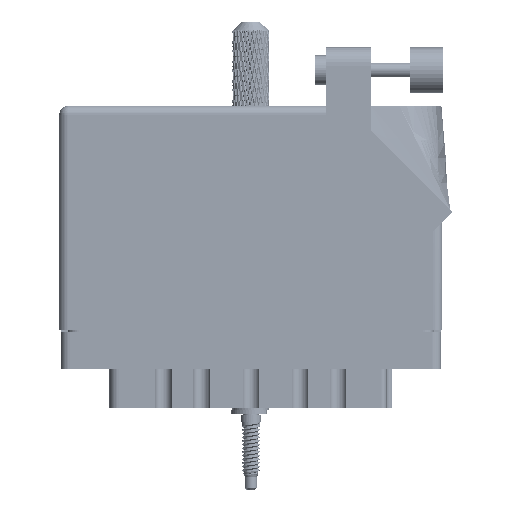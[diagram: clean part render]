
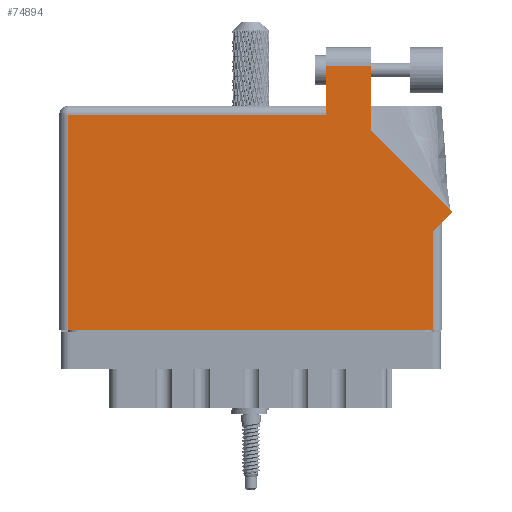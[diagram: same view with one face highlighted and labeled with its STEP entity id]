
A CAD part, front view. The second image highlights one B-rep face of the part: STEP entity #74894.
In plain terms, the highlighted face is planar.
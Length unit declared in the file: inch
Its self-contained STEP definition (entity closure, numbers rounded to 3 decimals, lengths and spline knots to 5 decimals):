
#6976 = VERTEX_POINT ( 'NONE', #110034 ) ;
#8239 = CARTESIAN_POINT ( 'NONE',  ( 1.819, 1.468, 0. ) ) ;
#8256 = DIRECTION ( 'NONE',  ( 0., 1., 0. ) ) ;
#9529 = VECTOR ( 'NONE', #36275, 39.37008 ) ;
#9649 = VECTOR ( 'NONE', #8256, 39.37008 ) ;
#11224 = CARTESIAN_POINT ( 'NONE',  ( 2.612, 0.737, 0. ) ) ;
#15591 = EDGE_CURVE ( 'NONE', #94673, #58461, #111689, .T. ) ;
#20495 = DIRECTION ( 'NONE',  ( 0.707, 0.707, 0. ) ) ;
#20868 = AXIS2_PLACEMENT_3D ( 'NONE', #28657, #56028, #56812 ) ;
#21445 = VERTEX_POINT ( 'NONE', #72287 ) ;
#23216 = CARTESIAN_POINT ( 'NONE',  ( 0.062, 1.468, 0. ) ) ;
#23623 = DIRECTION ( 'NONE',  ( -1., 0., 0. ) ) ;
#24852 = LINE ( 'NONE', #81855, #98326 ) ;
#25304 = ORIENTED_EDGE ( 'NONE', *, *, #46869, .T. ) ;
#25384 = CARTESIAN_POINT ( 'NONE',  ( 2.68271, 0.80771, 0. ) ) ;
#27029 = VERTEX_POINT ( 'NONE', #8239 ) ;
#27208 = CARTESIAN_POINT ( 'NONE',  ( 0.062, 0., 0. ) ) ;
#28657 = CARTESIAN_POINT ( 'NONE',  ( 0., 1.53, 0. ) ) ;
#30372 = ORIENTED_EDGE ( 'NONE', *, *, #33981, .T. ) ;
#31464 = ORIENTED_EDGE ( 'NONE', *, *, #15591, .T. ) ;
#32444 = ORIENTED_EDGE ( 'NONE', *, *, #66362, .T. ) ;
#33981 = EDGE_CURVE ( 'NONE', #81529, #96396, #91155, .T. ) ;
#34134 = CARTESIAN_POINT ( 'NONE',  ( 1.819, 1.805, 0. ) ) ;
#34856 = DIRECTION ( 'NONE',  ( 1., 0., 0. ) ) ;
#36275 = DIRECTION ( 'NONE',  ( -0.707, 0.707, 0. ) ) ;
#37183 = PLANE ( 'NONE',  #20868 ) ;
#37859 = CARTESIAN_POINT ( 'NONE',  ( 2.126, 1.805, 0. ) ) ;
#39159 = ORIENTED_EDGE ( 'NONE', *, *, #97753, .T. ) ;
#39336 = VECTOR ( 'NONE', #119319, 39.37008 ) ;
#41332 = VECTOR ( 'NONE', #81259, 39.37008 ) ;
#41771 = LINE ( 'NONE', #53047, #87827 ) ;
#42857 = CARTESIAN_POINT ( 'NONE',  ( 2.55, 0., 0. ) ) ;
#44683 = CARTESIAN_POINT ( 'NONE',  ( 2.68271, 0.80771, 0. ) ) ;
#46869 = EDGE_CURVE ( 'NONE', #48028, #21445, #96002, .T. ) ;
#47377 = EDGE_CURVE ( 'NONE', #64926, #6976, #91653, .T. ) ;
#48028 = VERTEX_POINT ( 'NONE', #42857 ) ;
#50005 = VECTOR ( 'NONE', #20495, 39.37008 ) ;
#52301 = ORIENTED_EDGE ( 'NONE', *, *, #95266, .T. ) ;
#53047 = CARTESIAN_POINT ( 'NONE',  ( 1.819, 1.53, 0. ) ) ;
#55907 = ORIENTED_EDGE ( 'NONE', *, *, #47377, .T. ) ;
#56028 = DIRECTION ( 'NONE',  ( 0., 0., -1. ) ) ;
#56812 = DIRECTION ( 'NONE',  ( -1., 0., 0. ) ) ;
#58461 = VERTEX_POINT ( 'NONE', #110525 ) ;
#64926 = VERTEX_POINT ( 'NONE', #44683 ) ;
#65144 = EDGE_CURVE ( 'NONE', #27029, #81529, #89129, .T. ) ;
#65790 = ORIENTED_EDGE ( 'NONE', *, *, #65144, .T. ) ;
#66362 = EDGE_CURVE ( 'NONE', #21445, #64926, #113255, .T. ) ;
#72287 = CARTESIAN_POINT ( 'NONE',  ( 2.55, 0.675, 0. ) ) ;
#73457 = CARTESIAN_POINT ( 'NONE',  ( 2.55, 0.737, 0. ) ) ;
#74894 = ADVANCED_FACE ( 'NONE', ( #91497 ), #37183, .F. ) ;
#77323 = EDGE_LOOP ( 'NONE', ( #102840, #31464, #39159, #65790, #30372, #52301, #25304, #32444, #55907 ) ) ;
#78720 = CARTESIAN_POINT ( 'NONE',  ( 0., 1.468, 0. ) ) ;
#79569 = DIRECTION ( 'NONE',  ( 0., -1., 0. ) ) ;
#81259 = DIRECTION ( 'NONE',  ( 0., 1., 0. ) ) ;
#81529 = VERTEX_POINT ( 'NONE', #23216 ) ;
#81855 = CARTESIAN_POINT ( 'NONE',  ( 0., 0., 0. ) ) ;
#87827 = VECTOR ( 'NONE', #79569, 39.37008 ) ;
#89129 = LINE ( 'NONE', #78720, #110713 ) ;
#91155 = LINE ( 'NONE', #27208, #39336 ) ;
#91497 = FACE_OUTER_BOUND ( 'NONE', #77323, .T. ) ;
#91653 = LINE ( 'NONE', #25384, #9529 ) ;
#94510 = LINE ( 'NONE', #117506, #41332 ) ;
#94673 = VERTEX_POINT ( 'NONE', #37859 ) ;
#95266 = EDGE_CURVE ( 'NONE', #96396, #48028, #24852, .T. ) ;
#96002 = LINE ( 'NONE', #73457, #9649 ) ;
#96162 = CARTESIAN_POINT ( 'NONE',  ( 0.062, 0., 0. ) ) ;
#96396 = VERTEX_POINT ( 'NONE', #96162 ) ;
#97753 = EDGE_CURVE ( 'NONE', #58461, #27029, #41771, .T. ) ;
#98099 = DIRECTION ( 'NONE',  ( -1., 0., 0. ) ) ;
#98326 = VECTOR ( 'NONE', #34856, 39.37008 ) ;
#102840 = ORIENTED_EDGE ( 'NONE', *, *, #112784, .T. ) ;
#110034 = CARTESIAN_POINT ( 'NONE',  ( 2.126, 1.36442, 0. ) ) ;
#110525 = CARTESIAN_POINT ( 'NONE',  ( 1.819, 1.805, 0. ) ) ;
#110713 = VECTOR ( 'NONE', #23623, 39.37008 ) ;
#111689 = LINE ( 'NONE', #34134, #116104 ) ;
#112784 = EDGE_CURVE ( 'NONE', #6976, #94673, #94510, .T. ) ;
#113255 = LINE ( 'NONE', #11224, #50005 ) ;
#116104 = VECTOR ( 'NONE', #98099, 39.37008 ) ;
#117506 = CARTESIAN_POINT ( 'NONE',  ( 2.126, 1.36442, 0. ) ) ;
#119319 = DIRECTION ( 'NONE',  ( 0., -1., 0. ) ) ;
